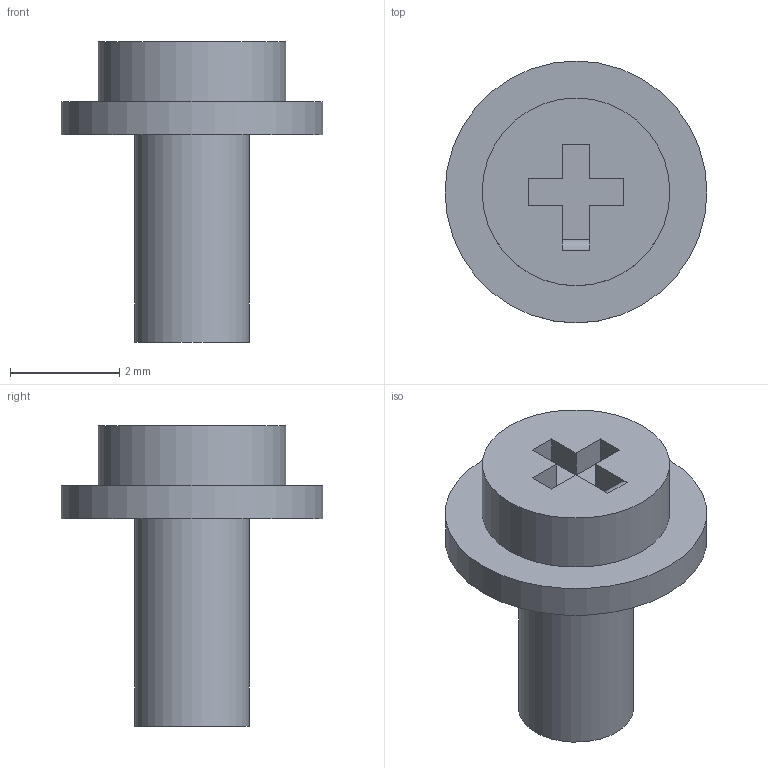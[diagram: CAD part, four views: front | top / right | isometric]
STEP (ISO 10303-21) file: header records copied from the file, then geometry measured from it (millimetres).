
FILE_DESCRIPTION(('FreeCAD Model'),'2;1');
FILE_NAME('Futaba3003-horn-bolt-short-version.stp', '2015-07-23T11:43:39',('Author'),(''), 'Open CASCADE STEP processor 6.8','FreeCAD','Unknown');
FILE_SCHEMA(('AUTOMOTIVE_DESIGN_CC2 { 1 2 10303 214 -1 1 5 4 }'));
Length unit declared in the file: millimetre
Products named in the file (1): Final-bolt
Bounding box: 4.8 x 4.8 x 5.5 mm (x, y, z)
Volume: 33.5 mm3; surface area: 85.7 mm2
Topology: 1 solids, 1 shells, 21 faces, 50 edges, 34 vertices
Faces by surface type: plane 17, cylinder 4
Full cylindrical faces by diameter (mm): 2.1 x1, 3.44 x1, 4.8 x1
Entity records: 1282 total; most frequent: CARTESIAN_POINT 212, DIRECTION 201, LINE 134, VECTOR 134, ORIENTED_EDGE 100, PCURVE 100, DEFINITIONAL_REPRESENTATION 100, EDGE_CURVE 50
